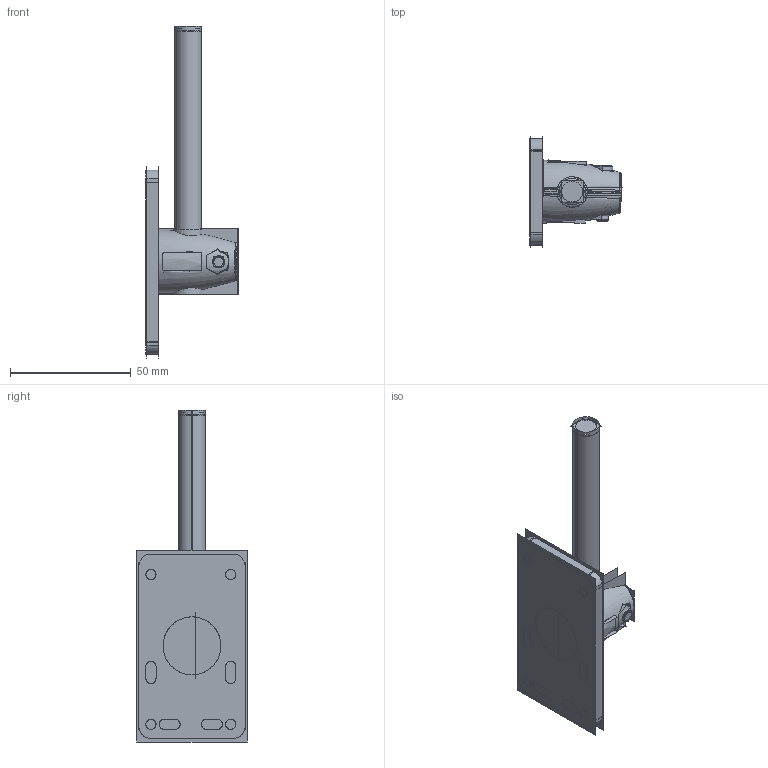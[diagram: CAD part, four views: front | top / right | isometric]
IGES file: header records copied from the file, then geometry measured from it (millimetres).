
Start section:  PTC IGES file: 215711.igs
Global section: file name: 215711.igs; native system: Creo Parametric by PTC Inc.; preprocessor: 2019292; author: PDMAdmin; organization: Unknown; date: 20200819.121033; units: millimetre
Bounding box: 38.2 x 45.76 x 137.49 mm (x, y, z)
Volume: 33189.2 mm3; surface area: 103758.6 mm2
Topology: 6 solids, 8 shells, 342 faces, 1794 edges, 2296 vertices
Faces by surface type: bspline 178, revolution 164
